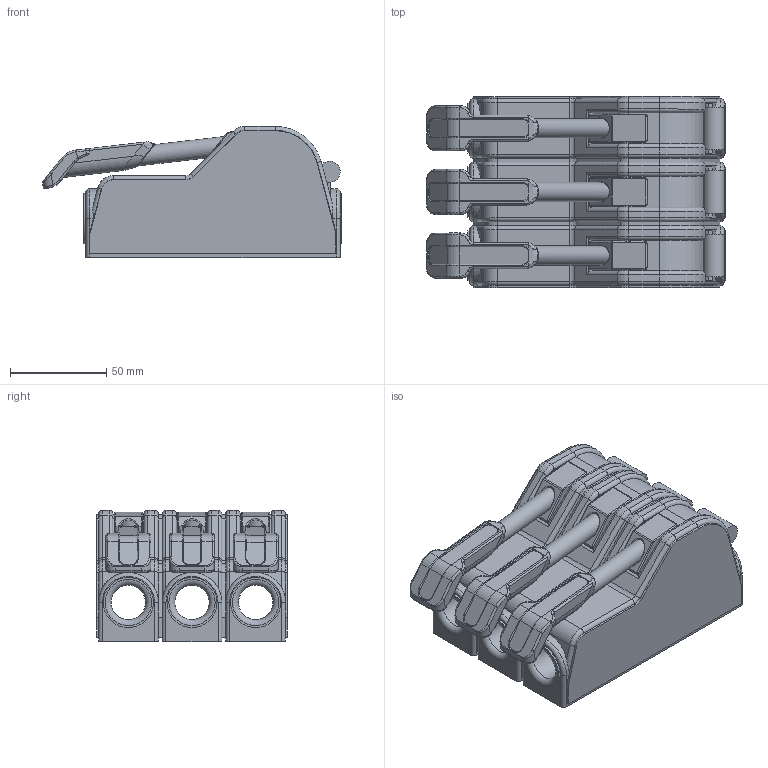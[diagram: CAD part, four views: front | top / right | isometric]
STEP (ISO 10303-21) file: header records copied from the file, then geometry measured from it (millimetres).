
FILE_DESCRIPTION(/* description */ (''),/* implementation_level */ '2;1');
FILE_NAME(/* name */ '507.132.stp',/* time_stamp */ '2015-11-12T11:37:07+01:00',/* author */ ('Samuele'),/* organization */ (''),/* preprocessor_version */ 'ST-DEVELOPER v16.1',/* originating_system */ 'Autodesk Inventor 2016',/* authorisation */ '');
FILE_SCHEMA (('AUTOMOTIVE_DESIGN { 1 0 10303 214 3 1 1 }'));
Length unit declared in the file: millimetre
Products named in the file (1): 507132
Bounding box: 154.97 x 99 x 68 mm (x, y, z)
Volume: 582555.4 mm3; surface area: 117161.4 mm2
Topology: 1 solids, 7 shells, 926 faces, 2317 edges, 1415 vertices
Faces by surface type: plane 382, cylinder 319, torus 120, bspline 105
Full cylindrical faces by diameter (mm): 8.5 x6, 10 x3, 17.843 x3, 26 x6
Entity records: 33664 total; most frequent: CARTESIAN_POINT 12078, DIRECTION 4500, ORIENTED_EDGE 4464, EDGE_CURVE 2232, AXIS2_PLACEMENT_3D 1637, VERTEX_POINT 1377, LINE 1226, VECTOR 1226
